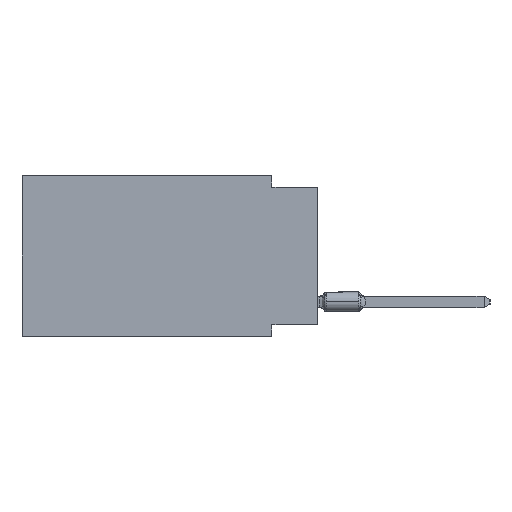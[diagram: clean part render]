
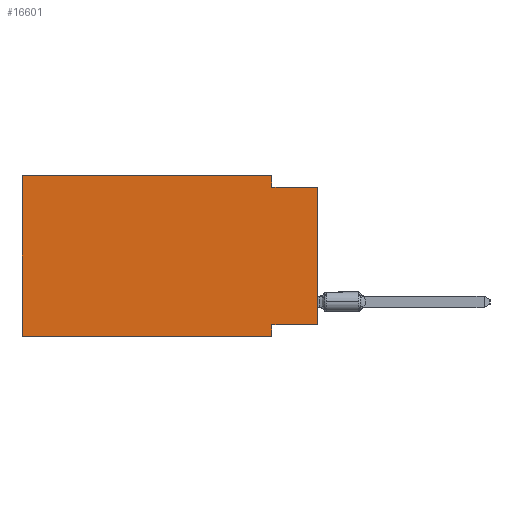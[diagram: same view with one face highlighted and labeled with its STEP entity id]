
A CAD part, left-side view. The second image highlights one B-rep face of the part: STEP entity #16601.
In plain terms, the highlighted planar face has unit normal (-1, 0, 0).
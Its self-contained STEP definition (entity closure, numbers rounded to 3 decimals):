
#37 = LINE ( 'NONE', #9126, #36969 ) ;
#382 = DIRECTION ( 'NONE',  ( 0., 1., 0. ) ) ;
#1207 = CARTESIAN_POINT ( 'NONE',  ( 0., 0., 0. ) ) ;
#1227 = DIRECTION ( 'NONE',  ( 0., 0., -1. ) ) ;
#3125 = VERTEX_POINT ( 'NONE', #3474 ) ;
#3474 = CARTESIAN_POINT ( 'NONE',  ( 0., 0., -8.255 ) ) ;
#5780 = FACE_OUTER_BOUND ( 'NONE', #20378, .T. ) ;
#6764 = ORIENTED_EDGE ( 'NONE', *, *, #32540, .F. ) ;
#8613 = PLANE ( 'NONE',  #16336 ) ;
#8765 = ORIENTED_EDGE ( 'NONE', *, *, #14778, .F. ) ;
#9126 = CARTESIAN_POINT ( 'NONE',  ( 0., 16.383, -8.89 ) ) ;
#9197 = DIRECTION ( 'NONE',  ( 0., 0., -1. ) ) ;
#9319 = LINE ( 'NONE', #39656, #17132 ) ;
#11752 = CARTESIAN_POINT ( 'NONE',  ( 0., 2.54, -8.255 ) ) ;
#12485 = LINE ( 'NONE', #36986, #22664 ) ;
#12859 = ORIENTED_EDGE ( 'NONE', *, *, #32718, .T. ) ;
#14778 = EDGE_CURVE ( 'NONE', #3125, #23348, #12485, .T. ) ;
#14898 = CARTESIAN_POINT ( 'NONE',  ( 0., 16.383, 0. ) ) ;
#16064 = CARTESIAN_POINT ( 'NONE',  ( 0., 16.383, -8.89 ) ) ;
#16311 = LINE ( 'NONE', #1207, #30429 ) ;
#16336 = AXIS2_PLACEMENT_3D ( 'NONE', #18061, #30315, #9197 ) ;
#16601 = ADVANCED_FACE ( 'NONE', ( #5780 ), #8613, .F. ) ;
#16753 = CARTESIAN_POINT ( 'NONE',  ( 0., 2.54, -8.89 ) ) ;
#16809 = ORIENTED_EDGE ( 'NONE', *, *, #36622, .F. ) ;
#16884 = VERTEX_POINT ( 'NONE', #16064 ) ;
#17132 = VECTOR ( 'NONE', #18185, 1000. ) ;
#17285 = ORIENTED_EDGE ( 'NONE', *, *, #35613, .F. ) ;
#18061 = CARTESIAN_POINT ( 'NONE',  ( 0., 16.383, 0. ) ) ;
#18185 = DIRECTION ( 'NONE',  ( 0., -1., 0. ) ) ;
#18782 = DIRECTION ( 'NONE',  ( 0., -1., 0. ) ) ;
#19950 = CARTESIAN_POINT ( 'NONE',  ( 0., 2.54, 0. ) ) ;
#19971 = DIRECTION ( 'NONE',  ( 0., 0., -1. ) ) ;
#20378 = EDGE_LOOP ( 'NONE', ( #12859, #30164, #21659, #16809, #17285, #27511, #6764, #8765 ) ) ;
#21659 = ORIENTED_EDGE ( 'NONE', *, *, #35434, .F. ) ;
#22090 = CARTESIAN_POINT ( 'NONE',  ( 0., 16.383, 0. ) ) ;
#22664 = VECTOR ( 'NONE', #382, 1000. ) ;
#22988 = LINE ( 'NONE', #16753, #32994 ) ;
#23348 = VERTEX_POINT ( 'NONE', #11752 ) ;
#24089 = VECTOR ( 'NONE', #1227, 1000. ) ;
#24437 = VERTEX_POINT ( 'NONE', #33932 ) ;
#24523 = VERTEX_POINT ( 'NONE', #28743 ) ;
#25458 = DIRECTION ( 'NONE',  ( 0., -1., 0. ) ) ;
#25774 = CARTESIAN_POINT ( 'NONE',  ( 0., 2.54, 0. ) ) ;
#27176 = DIRECTION ( 'NONE',  ( 0., 0., 1. ) ) ;
#27351 = VECTOR ( 'NONE', #25458, 1000. ) ;
#27511 = ORIENTED_EDGE ( 'NONE', *, *, #36821, .T. ) ;
#28155 = VERTEX_POINT ( 'NONE', #25774 ) ;
#28653 = LINE ( 'NONE', #32255, #27351 ) ;
#28743 = CARTESIAN_POINT ( 'NONE',  ( 0., 2.54, -0.635 ) ) ;
#29232 = VECTOR ( 'NONE', #27176, 1000. ) ;
#30164 = ORIENTED_EDGE ( 'NONE', *, *, #36869, .F. ) ;
#30315 = DIRECTION ( 'NONE',  ( 1., 0., 0. ) ) ;
#30427 = VERTEX_POINT ( 'NONE', #22090 ) ;
#30429 = VECTOR ( 'NONE', #34203, 1000. ) ;
#32255 = CARTESIAN_POINT ( 'NONE',  ( 0., 16.383, 0. ) ) ;
#32540 = EDGE_CURVE ( 'NONE', #23348, #24437, #22988, .T. ) ;
#32718 = EDGE_CURVE ( 'NONE', #3125, #38365, #16311, .T. ) ;
#32994 = VECTOR ( 'NONE', #19971, 1000. ) ;
#33475 = CARTESIAN_POINT ( 'NONE',  ( 0., 0., -0.635 ) ) ;
#33932 = CARTESIAN_POINT ( 'NONE',  ( 0., 2.54, -8.89 ) ) ;
#34203 = DIRECTION ( 'NONE',  ( 0., 0., 1. ) ) ;
#35419 = LINE ( 'NONE', #19950, #24089 ) ;
#35434 = EDGE_CURVE ( 'NONE', #28155, #24523, #35419, .T. ) ;
#35613 = EDGE_CURVE ( 'NONE', #16884, #30427, #36590, .T. ) ;
#36590 = LINE ( 'NONE', #14898, #29232 ) ;
#36622 = EDGE_CURVE ( 'NONE', #30427, #28155, #28653, .T. ) ;
#36821 = EDGE_CURVE ( 'NONE', #16884, #24437, #37, .T. ) ;
#36869 = EDGE_CURVE ( 'NONE', #24523, #38365, #9319, .T. ) ;
#36969 = VECTOR ( 'NONE', #18782, 1000. ) ;
#36986 = CARTESIAN_POINT ( 'NONE',  ( 0., 0., -8.255 ) ) ;
#38365 = VERTEX_POINT ( 'NONE', #33475 ) ;
#39656 = CARTESIAN_POINT ( 'NONE',  ( 0., 0., -0.635 ) ) ;
